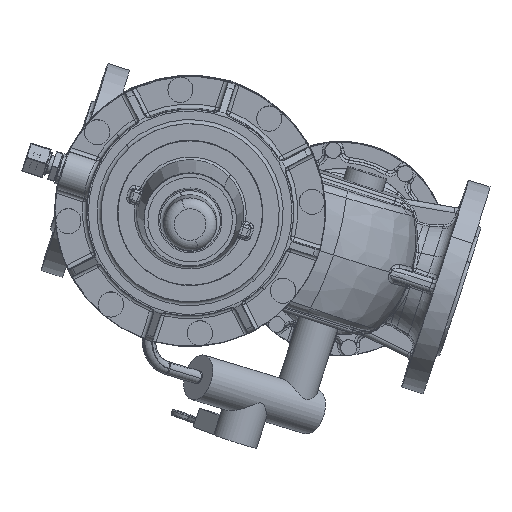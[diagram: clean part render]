
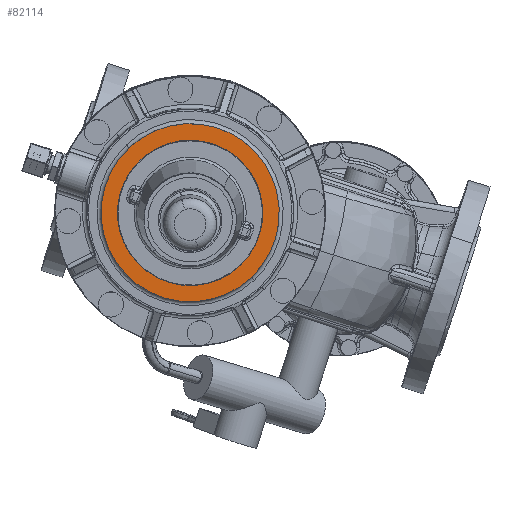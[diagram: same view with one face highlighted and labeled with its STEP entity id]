
A CAD part, top view. The second image highlights one B-rep face of the part: STEP entity #82114.
In plain terms, the highlighted face is planar.
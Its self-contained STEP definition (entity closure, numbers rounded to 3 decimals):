
#81616=DIRECTION('Axis2P3D Direction',(0.,-0.,-1.)) ;
#81640=DIRECTION('Axis2P3D Direction',(0.,0.,-1.)) ;
#82080=DIRECTION('Axis2P3D Direction',(0.,0.,-1.)) ;
#82081=DIRECTION('Axis2P3D XDirection',(1.,0.,0.)) ;
#82089=DIRECTION('Axis2P3D Direction',(0.,0.,-1.)) ;
#82098=DIRECTION('Axis2P3D Direction',(0.,0.,-1.)) ;
#82105=DIRECTION('Axis2P3D Direction',(0.,0.,-1.)) ;
#81612=CARTESIAN_POINT('Vertex',(59.237,-32.361,221.)) ;
#81615=CARTESIAN_POINT('Axis2P3D Location',(0.,0.,221.)) ;
#81619=CARTESIAN_POINT('Vertex',(-59.237,32.361,221.)) ;
#81639=CARTESIAN_POINT('Axis2P3D Location',(0.,0.,221.)) ;
#82079=CARTESIAN_POINT('Axis2P3D Location',(10.,0.,221.)) ;
#82088=CARTESIAN_POINT('Axis2P3D Location',(0.,0.,221.)) ;
#82092=CARTESIAN_POINT('Vertex',(-26.129,-47.828,221.)) ;
#82094=CARTESIAN_POINT('Vertex',(20.212,50.613,221.)) ;
#82097=CARTESIAN_POINT('Axis2P3D Location',(0.,0.,221.)) ;
#82101=CARTESIAN_POINT('Vertex',(26.129,47.828,221.)) ;
#82104=CARTESIAN_POINT('Axis2P3D Location',(0.,0.,221.)) ;
#81617=AXIS2_PLACEMENT_3D('Circle Axis2P3D',#81615,#81616,$) ;
#81641=AXIS2_PLACEMENT_3D('Circle Axis2P3D',#81639,#81640,$) ;
#82082=AXIS2_PLACEMENT_3D('Plane Axis2P3D',#82079,#82080,#82081) ;
#82090=AXIS2_PLACEMENT_3D('Circle Axis2P3D',#82088,#82089,$) ;
#82099=AXIS2_PLACEMENT_3D('Circle Axis2P3D',#82097,#82098,$) ;
#82106=AXIS2_PLACEMENT_3D('Circle Axis2P3D',#82104,#82105,$) ;
#82113=FACE_BOUND('',#82109,.T.) ;
#81621=EDGE_CURVE('',#81613,#81620,#81618,.T.) ;
#81643=EDGE_CURVE('',#81620,#81613,#81642,.T.) ;
#82096=EDGE_CURVE('',#82093,#82095,#82091,.T.) ;
#82103=EDGE_CURVE('',#82095,#82102,#82100,.T.) ;
#82108=EDGE_CURVE('',#82102,#82093,#82107,.T.) ;
#82083=PLANE('Plane',#82082) ;
#82085=ORIENTED_EDGE('',*,*,#81621,.F.) ;
#82086=ORIENTED_EDGE('',*,*,#81643,.F.) ;
#82110=ORIENTED_EDGE('',*,*,#82096,.T.) ;
#82111=ORIENTED_EDGE('',*,*,#82103,.T.) ;
#82112=ORIENTED_EDGE('',*,*,#82108,.T.) ;
#82114=ADVANCED_FACE('Brep With Voids',(#82087,#82113),#82083,.F.) ;
#81618=CIRCLE('generated circle',#81617,67.5) ;
#81642=CIRCLE('generated circle',#81641,67.5) ;
#82091=CIRCLE('generated circle',#82090,54.5) ;
#82100=CIRCLE('generated circle',#82099,54.5) ;
#82107=CIRCLE('generated circle',#82106,54.5) ;
#81613=VERTEX_POINT('',#81612) ;
#81620=VERTEX_POINT('',#81619) ;
#82093=VERTEX_POINT('',#82092) ;
#82095=VERTEX_POINT('',#82094) ;
#82102=VERTEX_POINT('',#82101) ;
#82084=EDGE_LOOP('',(#82085,#82086)) ;
#82109=EDGE_LOOP('',(#82110,#82111,#82112)) ;
#82087=FACE_OUTER_BOUND('',#82084,.T.) ;
